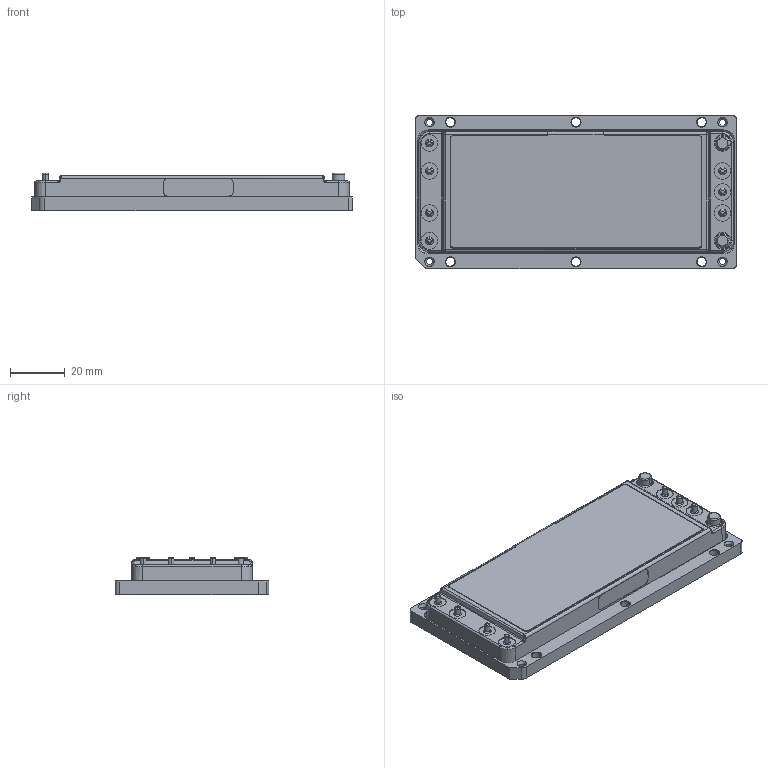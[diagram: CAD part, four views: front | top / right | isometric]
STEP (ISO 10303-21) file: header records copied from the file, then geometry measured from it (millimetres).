
FILE_DESCRIPTION (( 'STEP AP214' ), '1' );
FILE_NAME ('37205r1-VxxAxxxxxxBF3P.STEP', '2011-02-22T21:43:39', ( 'Vicor Employee' ), ( 'Vicor Corporation' ), 'SwSTEP 2.0', 'SolidWorks 2011', '' );
FILE_SCHEMA (( 'AUTOMOTIVE_DESIGN' ));
Length unit declared in the file: inch
Products named in the file (1): 37205r1-VxxAxxxxxxBF3P
Bounding box: 116.84 x 55.88 x 13.77 mm (x, y, z)
Volume: 70030.1 mm3; surface area: 20156.3 mm2
Topology: 1 solids, 1 shells, 339 faces, 794 edges, 478 vertices
Faces by surface type: cylinder 102, plane 89, cone 82, bspline 62, torus 4
Entity records: 16113 total; most frequent: CARTESIAN_POINT 4176, ORIENTED_EDGE 1588, DIRECTION 1541, EDGE_CURVE 794, AXIS2_PLACEMENT_3D 591, VERTEX_POINT 478, EDGE_LOOP 380, LINE 359
